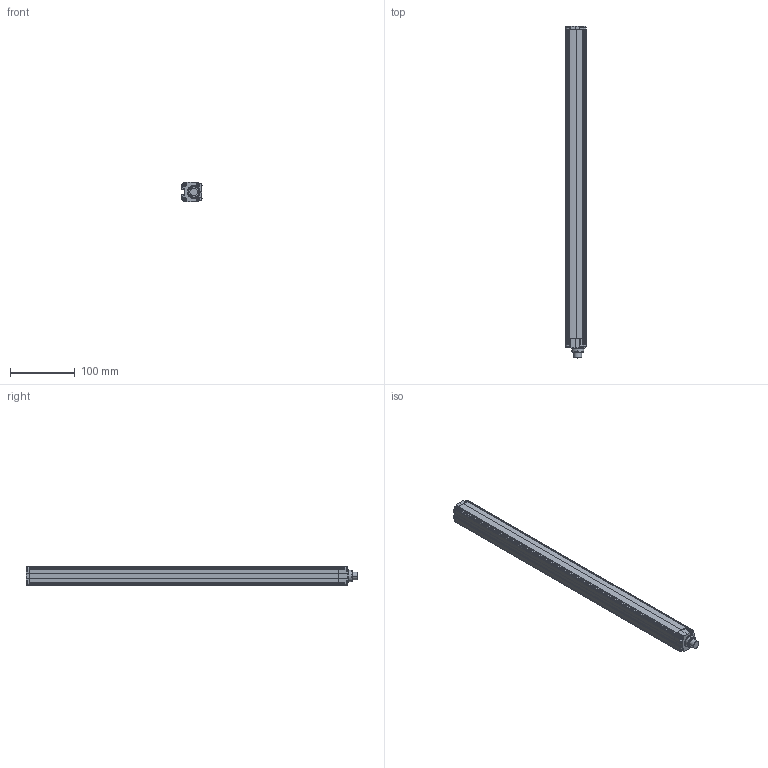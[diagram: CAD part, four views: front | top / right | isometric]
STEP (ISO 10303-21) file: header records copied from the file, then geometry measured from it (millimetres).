
FILE_DESCRIPTION(('STEP AP242'),'1');
FILE_NAME('curtain_xusl4e30h046l.stp','2021-09-26T20:46:07',('TraceParts'),('TraceParts S.A.'),'Spatial InterOp 3D',' ',' ');
FILE_SCHEMA(('AP242_MANAGED_MODEL_BASED_3D_ENGINEERING_MIM_LF {1 0 10303 442 1 1 4}'));
Length unit declared in the file: millimetre
Products named in the file (1): curtain_xusl4e30h046l_1
Bounding box: 31 x 513 x 29.55 mm (x, y, z)
Volume: 171774.2 mm3; surface area: 149100.9 mm2
Topology: 13 solids, 13 shells, 952 faces, 2682 edges, 1772 vertices
Faces by surface type: cylinder 650, plane 254, torus 48
Entity records: 31689 total; most frequent: DIRECTION 5908, CARTESIAN_POINT 5751, ORIENTED_EDGE 5364, EDGE_CURVE 2682, AXIS2_PLACEMENT_3D 2321, VERTEX_POINT 1772, CIRCLE 1356, LINE 1266
